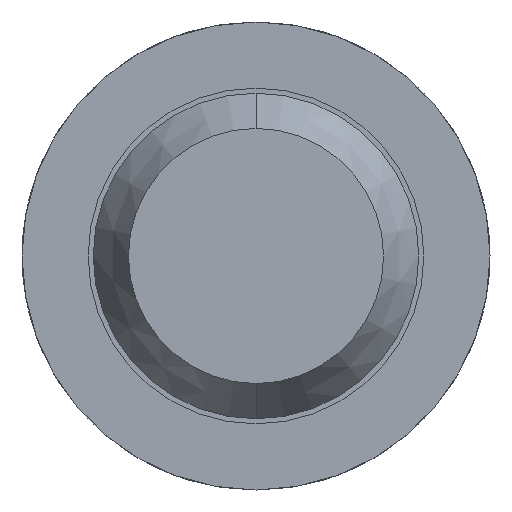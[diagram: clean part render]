
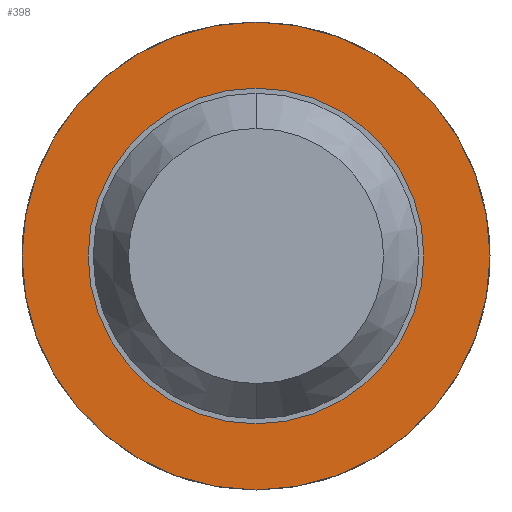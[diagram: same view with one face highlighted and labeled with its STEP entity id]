
A CAD part, front view. The second image highlights one B-rep face of the part: STEP entity #398.
In plain terms, the highlighted planar face has unit normal (0, -1, 0).
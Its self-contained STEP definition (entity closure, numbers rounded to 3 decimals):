
#69 = CARTESIAN_POINT ( 'NONE',  ( 0., -1.7, 0. ) ) ;
#184 = CIRCLE ( 'NONE', #382, 0.825 ) ;
#270 = VERTEX_POINT ( 'NONE', #3663 ) ;
#326 = ORIENTED_EDGE ( 'NONE', *, *, #2545, .T. ) ;
#382 = AXIS2_PLACEMENT_3D ( 'NONE', #704, #3264, #1931 ) ;
#398 = ADVANCED_FACE ( 'Defeature ausgef�hrt2_14', ( #2170, #1868 ), #3766, .F. ) ;
#633 = EDGE_CURVE ( 'Defeature ausgef�hrt2_10+Defeature ausgef�hrt2_14+Defeature ausgef�hrt2_14+Defeature ausgef�hrt2_14', #799, #270, #917, .T. ) ;
#704 = CARTESIAN_POINT ( 'NONE',  ( 0., -1.7, 0. ) ) ;
#738 = EDGE_CURVE ( 'Defeature ausgef�hrt2_14+Defeature ausgef�hrt2_13+Defeature ausgef�hrt2_13+Defeature ausgef�hrt2_13', #1723, #2268, #184, .T. ) ;
#799 = VERTEX_POINT ( 'NONE', #3580 ) ;
#917 = CIRCLE ( 'NONE', #3252, 1.15 ) ;
#929 = CARTESIAN_POINT ( 'NONE',  ( 0., -1.7, 0. ) ) ;
#1368 = CARTESIAN_POINT ( 'NONE',  ( 0., -1.7, -0.825 ) ) ;
#1374 = CARTESIAN_POINT ( 'NONE',  ( 0., -1.7, 0. ) ) ;
#1545 = ORIENTED_EDGE ( 'NONE', *, *, #2897, .F. ) ;
#1608 = CARTESIAN_POINT ( 'NONE',  ( 0., -1.7, 0.825 ) ) ;
#1723 = VERTEX_POINT ( 'NONE', #1608 ) ;
#1733 = DIRECTION ( 'NONE',  ( 0., 0., 1. ) ) ;
#1786 = ORIENTED_EDGE ( 'NONE', *, *, #738, .T. ) ;
#1868 = FACE_BOUND ( 'NONE', #3627, .T. ) ;
#1931 = DIRECTION ( 'NONE',  ( 0., 0., 1. ) ) ;
#2044 = DIRECTION ( 'NONE',  ( 0., 1., 0. ) ) ;
#2170 = FACE_OUTER_BOUND ( 'NONE', #3902, .T. ) ;
#2268 = VERTEX_POINT ( 'NONE', #1368 ) ;
#2300 = DIRECTION ( 'NONE',  ( 0., 1., 0. ) ) ;
#2442 = AXIS2_PLACEMENT_3D ( 'NONE', #929, #4112, #2527 ) ;
#2443 = CARTESIAN_POINT ( 'NONE',  ( 0.825, -1.7, 0. ) ) ;
#2516 = DIRECTION ( 'NONE',  ( 0., 1., 0. ) ) ;
#2521 = CIRCLE ( 'NONE', #2924, 1.15 ) ;
#2527 = DIRECTION ( 'NONE',  ( 0., 0., 1. ) ) ;
#2545 = EDGE_CURVE ( 'Defeature ausgef�hrt2_14+Defeature ausgef�hrt2_13+Defeature ausgef�hrt2_13+Defeature ausgef�hrt2_13', #2268, #1723, #3851, .T. ) ;
#2660 = AXIS2_PLACEMENT_3D ( 'NONE', #2443, #2516, #4124 ) ;
#2799 = ORIENTED_EDGE ( 'NONE', *, *, #633, .F. ) ;
#2835 = DIRECTION ( 'NONE',  ( 0., 0., 1. ) ) ;
#2897 = EDGE_CURVE ( 'Defeature ausgef�hrt2_10+Defeature ausgef�hrt2_14+Defeature ausgef�hrt2_14+Defeature ausgef�hrt2_14', #270, #799, #2521, .T. ) ;
#2924 = AXIS2_PLACEMENT_3D ( 'NONE', #1374, #2044, #1733 ) ;
#3252 = AXIS2_PLACEMENT_3D ( 'NONE', #69, #2300, #2835 ) ;
#3264 = DIRECTION ( 'NONE',  ( 0., 1., 0. ) ) ;
#3580 = CARTESIAN_POINT ( 'NONE',  ( 0., -1.7, -1.15 ) ) ;
#3627 = EDGE_LOOP ( 'NONE', ( #1786, #326 ) ) ;
#3663 = CARTESIAN_POINT ( 'NONE',  ( 0., -1.7, 1.15 ) ) ;
#3766 = PLANE ( 'NONE',  #2660 ) ;
#3851 = CIRCLE ( 'NONE', #2442, 0.825 ) ;
#3902 = EDGE_LOOP ( 'NONE', ( #1545, #2799 ) ) ;
#4112 = DIRECTION ( 'NONE',  ( 0., 1., 0. ) ) ;
#4124 = DIRECTION ( 'NONE',  ( 0., 0., 1. ) ) ;
